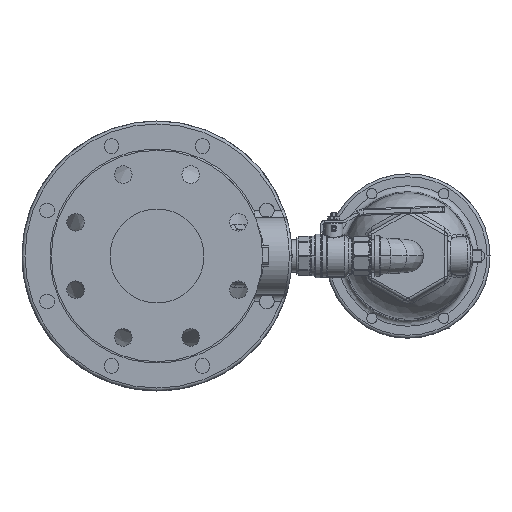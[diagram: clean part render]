
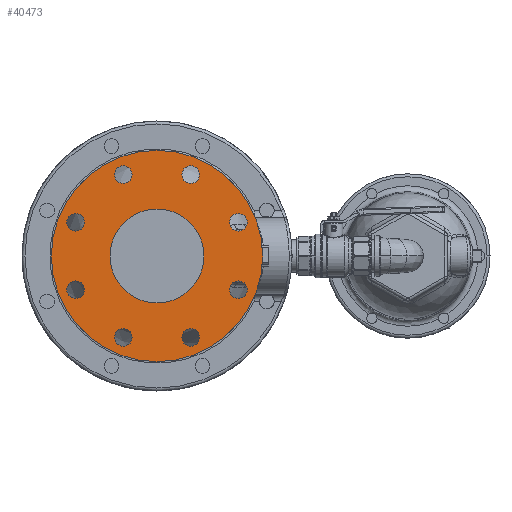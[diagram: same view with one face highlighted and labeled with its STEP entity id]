
A CAD part, front view. The second image highlights one B-rep face of the part: STEP entity #40473.
In plain terms, the highlighted planar face has unit normal (0, -1, 0).
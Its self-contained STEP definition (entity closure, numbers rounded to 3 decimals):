
#3820=CARTESIAN_POINT('',(0.,-6.,0.));
#3821=DIRECTION('',(0.,-1.,0.));
#3822=DIRECTION('',(1.,0.,0.));
#3823=AXIS2_PLACEMENT_3D('',#3820,#3821,#3822);
#3830=CARTESIAN_POINT('',(3.465,-6.,1.435));
#3831=DIRECTION('',(0.,1.,0.));
#3832=DIRECTION('',(-1.,0.,0.));
#3833=AXIS2_PLACEMENT_3D('',#3830,#3831,#3832);
#3835=CARTESIAN_POINT('',(3.465,-6.,1.435));
#3836=DIRECTION('',(0.,1.,0.));
#3837=DIRECTION('',(1.,0.,0.));
#3838=AXIS2_PLACEMENT_3D('',#3835,#3836,#3837);
#3840=CARTESIAN_POINT('',(3.465,-6.,-1.435));
#3841=DIRECTION('',(0.,1.,0.));
#3842=DIRECTION('',(0.,0.,1.));
#3843=AXIS2_PLACEMENT_3D('',#3840,#3841,#3842);
#3845=CARTESIAN_POINT('',(3.465,-6.,-1.435));
#3846=DIRECTION('',(0.,1.,0.));
#3847=DIRECTION('',(0.,0.,-1.));
#3848=AXIS2_PLACEMENT_3D('',#3845,#3846,#3847);
#3850=CARTESIAN_POINT('',(1.435,-6.,-3.465));
#3851=DIRECTION('',(0.,1.,0.));
#3852=DIRECTION('',(1.,0.,0.));
#3853=AXIS2_PLACEMENT_3D('',#3850,#3851,#3852);
#3855=CARTESIAN_POINT('',(1.435,-6.,-3.465));
#3856=DIRECTION('',(0.,1.,0.));
#3857=DIRECTION('',(-1.,0.,0.));
#3858=AXIS2_PLACEMENT_3D('',#3855,#3856,#3857);
#3860=CARTESIAN_POINT('',(-1.435,-6.,-3.465));
#3861=DIRECTION('',(0.,1.,0.));
#3862=DIRECTION('',(0.,0.,-1.));
#3863=AXIS2_PLACEMENT_3D('',#3860,#3861,#3862);
#3865=CARTESIAN_POINT('',(-1.435,-6.,-3.465));
#3866=DIRECTION('',(0.,1.,0.));
#3867=DIRECTION('',(0.,0.,1.));
#3868=AXIS2_PLACEMENT_3D('',#3865,#3866,#3867);
#3870=CARTESIAN_POINT('',(-3.465,-6.,-1.435));
#3871=DIRECTION('',(0.,1.,0.));
#3872=DIRECTION('',(-1.,0.,0.));
#3873=AXIS2_PLACEMENT_3D('',#3870,#3871,#3872);
#3875=CARTESIAN_POINT('',(-3.465,-6.,-1.435));
#3876=DIRECTION('',(0.,1.,0.));
#3877=DIRECTION('',(1.,0.,0.));
#3878=AXIS2_PLACEMENT_3D('',#3875,#3876,#3877);
#3880=CARTESIAN_POINT('',(-3.465,-6.,1.435));
#3881=DIRECTION('',(0.,1.,0.));
#3882=DIRECTION('',(0.,0.,1.));
#3883=AXIS2_PLACEMENT_3D('',#3880,#3881,#3882);
#3885=CARTESIAN_POINT('',(-3.465,-6.,1.435));
#3886=DIRECTION('',(0.,1.,0.));
#3887=DIRECTION('',(0.,0.,-1.));
#3888=AXIS2_PLACEMENT_3D('',#3885,#3886,#3887);
#3890=CARTESIAN_POINT('',(-1.435,-6.,3.465));
#3891=DIRECTION('',(0.,1.,0.));
#3892=DIRECTION('',(1.,0.,0.));
#3893=AXIS2_PLACEMENT_3D('',#3890,#3891,#3892);
#3895=CARTESIAN_POINT('',(-1.435,-6.,3.465));
#3896=DIRECTION('',(0.,1.,0.));
#3897=DIRECTION('',(-1.,0.,0.));
#3898=AXIS2_PLACEMENT_3D('',#3895,#3896,#3897);
#3900=CARTESIAN_POINT('',(1.435,-6.,3.465));
#3901=DIRECTION('',(0.,1.,0.));
#3902=DIRECTION('',(0.,0.,-1.));
#3903=AXIS2_PLACEMENT_3D('',#3900,#3901,#3902);
#3905=CARTESIAN_POINT('',(1.435,-6.,3.465));
#3906=DIRECTION('',(0.,1.,0.));
#3907=DIRECTION('',(0.,0.,1.));
#3908=AXIS2_PLACEMENT_3D('',#3905,#3906,#3907);
#3910=CARTESIAN_POINT('',(0.,-6.,0.));
#3911=DIRECTION('',(0.,-1.,0.));
#3912=DIRECTION('',(-1.,0.,0.));
#3913=AXIS2_PLACEMENT_3D('',#3910,#3911,#3912);
#3933=CARTESIAN_POINT('',(0.,-6.,0.));
#3934=DIRECTION('',(0.,-1.,0.));
#3935=DIRECTION('',(1.,0.,0.));
#3936=AXIS2_PLACEMENT_3D('',#3933,#3934,#3935);
#3947=CARTESIAN_POINT('',(0.,-6.,0.));
#3948=DIRECTION('',(0.,-1.,0.));
#3949=DIRECTION('',(-1.,0.,0.));
#3950=AXIS2_PLACEMENT_3D('',#3947,#3948,#3949);
#34667=CARTESIAN_POINT('',(2.,-6.,0.));
#34668=CARTESIAN_POINT('',(-2.,-6.,0.));
#34669=VERTEX_POINT('',#34667);
#34670=VERTEX_POINT('',#34668);
#34671=CARTESIAN_POINT('',(4.5,-6.,0.));
#34672=CARTESIAN_POINT('',(-4.5,-6.,0.));
#34673=VERTEX_POINT('',#34671);
#34674=VERTEX_POINT('',#34672);
#34675=CARTESIAN_POINT('',(3.09,-6.,1.435));
#34676=CARTESIAN_POINT('',(3.84,-6.,1.435));
#34677=VERTEX_POINT('',#34675);
#34678=VERTEX_POINT('',#34676);
#34679=CARTESIAN_POINT('',(3.465,-6.,-1.06));
#34680=CARTESIAN_POINT('',(3.465,-6.,-1.81));
#34681=VERTEX_POINT('',#34679);
#34682=VERTEX_POINT('',#34680);
#34683=CARTESIAN_POINT('',(1.81,-6.,-3.465));
#34684=CARTESIAN_POINT('',(1.06,-6.,-3.465));
#34685=VERTEX_POINT('',#34683);
#34686=VERTEX_POINT('',#34684);
#34687=CARTESIAN_POINT('',(-1.435,-6.,-3.84));
#34688=CARTESIAN_POINT('',(-1.435,-6.,-3.09));
#34689=VERTEX_POINT('',#34687);
#34690=VERTEX_POINT('',#34688);
#34691=CARTESIAN_POINT('',(-3.84,-6.,-1.435));
#34692=CARTESIAN_POINT('',(-3.09,-6.,-1.435));
#34693=VERTEX_POINT('',#34691);
#34694=VERTEX_POINT('',#34692);
#34695=CARTESIAN_POINT('',(-3.465,-6.,1.81));
#34696=CARTESIAN_POINT('',(-3.465,-6.,1.06));
#34697=VERTEX_POINT('',#34695);
#34698=VERTEX_POINT('',#34696);
#34699=CARTESIAN_POINT('',(-1.06,-6.,3.465));
#34700=CARTESIAN_POINT('',(-1.81,-6.,3.465));
#34701=VERTEX_POINT('',#34699);
#34702=VERTEX_POINT('',#34700);
#34703=CARTESIAN_POINT('',(1.435,-6.,3.09));
#34704=CARTESIAN_POINT('',(1.435,-6.,3.84));
#34705=VERTEX_POINT('',#34703);
#34706=VERTEX_POINT('',#34704);
#40409=CARTESIAN_POINT('',(0.,-6.,0.));
#40410=DIRECTION('',(0.,-1.,0.));
#40411=DIRECTION('',(-1.,0.,0.));
#40412=AXIS2_PLACEMENT_3D('',#40409,#40410,#40411);
#40413=PLANE('',#40412);
#40414=ORIENTED_EDGE('',*,*,#40392,.F.);
#40416=ORIENTED_EDGE('',*,*,#40415,.F.);
#40417=EDGE_LOOP('',(#40414,#40416));
#40418=FACE_OUTER_BOUND('',#40417,.F.);
#40420=ORIENTED_EDGE('',*,*,#40419,.T.);
#40422=ORIENTED_EDGE('',*,*,#40421,.T.);
#40423=EDGE_LOOP('',(#40420,#40422));
#40424=FACE_BOUND('',#40423,.F.);
#40426=ORIENTED_EDGE('',*,*,#40425,.F.);
#40428=ORIENTED_EDGE('',*,*,#40427,.F.);
#40429=EDGE_LOOP('',(#40426,#40428));
#40430=FACE_BOUND('',#40429,.F.);
#40432=ORIENTED_EDGE('',*,*,#40431,.F.);
#40434=ORIENTED_EDGE('',*,*,#40433,.F.);
#40435=EDGE_LOOP('',(#40432,#40434));
#40436=FACE_BOUND('',#40435,.F.);
#40438=ORIENTED_EDGE('',*,*,#40437,.F.);
#40440=ORIENTED_EDGE('',*,*,#40439,.F.);
#40441=EDGE_LOOP('',(#40438,#40440));
#40442=FACE_BOUND('',#40441,.F.);
#40444=ORIENTED_EDGE('',*,*,#40443,.F.);
#40446=ORIENTED_EDGE('',*,*,#40445,.F.);
#40447=EDGE_LOOP('',(#40444,#40446));
#40448=FACE_BOUND('',#40447,.F.);
#40450=ORIENTED_EDGE('',*,*,#40449,.F.);
#40452=ORIENTED_EDGE('',*,*,#40451,.F.);
#40453=EDGE_LOOP('',(#40450,#40452));
#40454=FACE_BOUND('',#40453,.F.);
#40456=ORIENTED_EDGE('',*,*,#40455,.F.);
#40458=ORIENTED_EDGE('',*,*,#40457,.F.);
#40459=EDGE_LOOP('',(#40456,#40458));
#40460=FACE_BOUND('',#40459,.F.);
#40462=ORIENTED_EDGE('',*,*,#40461,.F.);
#40464=ORIENTED_EDGE('',*,*,#40463,.F.);
#40465=EDGE_LOOP('',(#40462,#40464));
#40466=FACE_BOUND('',#40465,.F.);
#40468=ORIENTED_EDGE('',*,*,#40467,.F.);
#40470=ORIENTED_EDGE('',*,*,#40469,.F.);
#40471=EDGE_LOOP('',(#40468,#40470));
#40472=FACE_BOUND('',#40471,.F.);
#3824=CIRCLE('',#3823,4.5);
#3834=CIRCLE('',#3833,0.375);
#3839=CIRCLE('',#3838,0.375);
#3844=CIRCLE('',#3843,0.375);
#3849=CIRCLE('',#3848,0.375);
#3854=CIRCLE('',#3853,0.375);
#3859=CIRCLE('',#3858,0.375);
#3864=CIRCLE('',#3863,0.375);
#3869=CIRCLE('',#3868,0.375);
#3874=CIRCLE('',#3873,0.375);
#3879=CIRCLE('',#3878,0.375);
#3884=CIRCLE('',#3883,0.375);
#3889=CIRCLE('',#3888,0.375);
#3894=CIRCLE('',#3893,0.375);
#3899=CIRCLE('',#3898,0.375);
#3904=CIRCLE('',#3903,0.375);
#3909=CIRCLE('',#3908,0.375);
#3914=CIRCLE('',#3913,4.5);
#3937=CIRCLE('',#3936,2.);
#3951=CIRCLE('',#3950,2.);
#40392=EDGE_CURVE('',#34673,#34674,#3824,.T.);
#40415=EDGE_CURVE('',#34674,#34673,#3914,.T.);
#40419=EDGE_CURVE('',#34669,#34670,#3937,.T.);
#40421=EDGE_CURVE('',#34670,#34669,#3951,.T.);
#40425=EDGE_CURVE('',#34677,#34678,#3834,.T.);
#40427=EDGE_CURVE('',#34678,#34677,#3839,.T.);
#40431=EDGE_CURVE('',#34681,#34682,#3844,.T.);
#40433=EDGE_CURVE('',#34682,#34681,#3849,.T.);
#40437=EDGE_CURVE('',#34685,#34686,#3854,.T.);
#40439=EDGE_CURVE('',#34686,#34685,#3859,.T.);
#40443=EDGE_CURVE('',#34689,#34690,#3864,.T.);
#40445=EDGE_CURVE('',#34690,#34689,#3869,.T.);
#40449=EDGE_CURVE('',#34693,#34694,#3874,.T.);
#40451=EDGE_CURVE('',#34694,#34693,#3879,.T.);
#40455=EDGE_CURVE('',#34697,#34698,#3884,.T.);
#40457=EDGE_CURVE('',#34698,#34697,#3889,.T.);
#40461=EDGE_CURVE('',#34701,#34702,#3894,.T.);
#40463=EDGE_CURVE('',#34702,#34701,#3899,.T.);
#40467=EDGE_CURVE('',#34705,#34706,#3904,.T.);
#40469=EDGE_CURVE('',#34706,#34705,#3909,.T.);
#40473=ADVANCED_FACE('',(#40418,#40424,#40430,#40436,#40442,#40448,#40454,
#40460,#40466,#40472),#40413,.T.);
